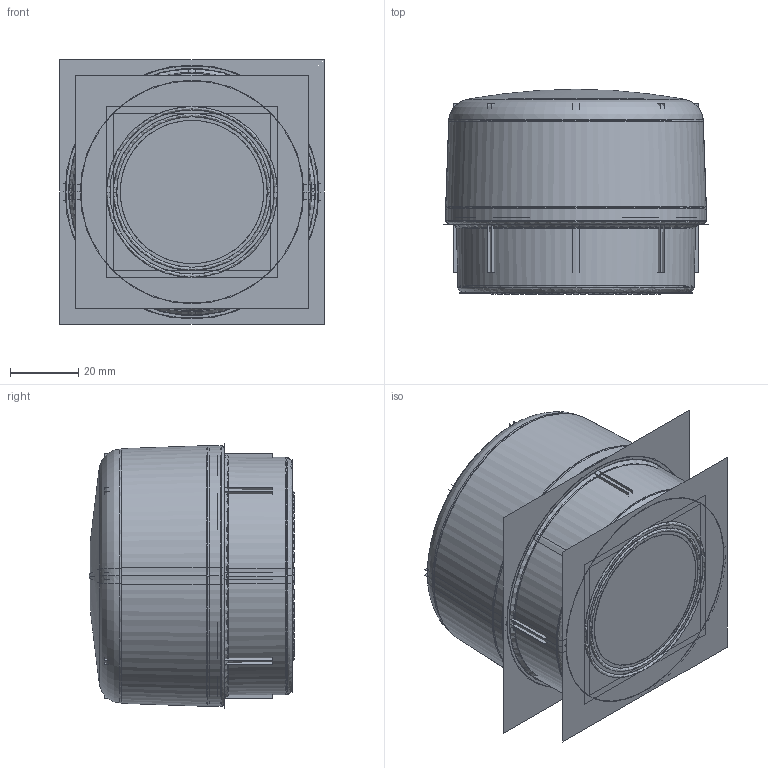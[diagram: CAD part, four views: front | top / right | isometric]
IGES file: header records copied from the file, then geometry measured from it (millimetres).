
Start section:  PTC IGES file: 226891_sm01.igs
Global section: file name: 226891_sm01.igs; native system: Creo Parametric by PTC Inc.; preprocessor: 2019292; author: PDMAdmin; organization: Unknown; date: 20220111.085502; units: millimetre
Bounding box: 77.22 x 60 x 77.22 mm (x, y, z)
Volume: 40040.2 mm3; surface area: 174451.9 mm2
Topology: 1 solids, 1 shells, 1102 faces, 5360 edges, 6674 vertices
Faces by surface type: revolution 580, bspline 522
